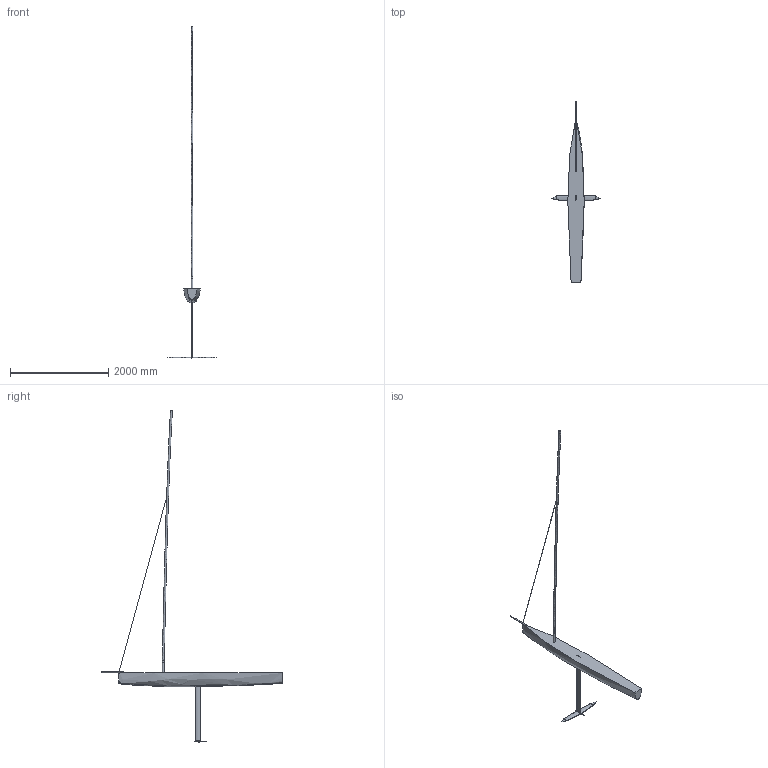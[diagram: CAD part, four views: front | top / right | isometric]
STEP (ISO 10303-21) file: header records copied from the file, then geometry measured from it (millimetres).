
FILE_DESCRIPTION(('FreeCAD Model'),'2;1');
FILE_NAME('Open CASCADE Shape Model','2025-05-03T09:52:32',('FreeCAD'),( 'FreeCAD'),'Open CASCADE STEP processor 7.6','FreeCAD','Unknown');
FILE_SCHEMA(('AUTOMOTIVE_DESIGN { 1 0 10303 214 1 1 1 1 }'));
Length unit declared in the file: millimetre
Products named in the file (1): Open CASCADE STEP translator 7.6 1
Bounding box: 1000 x 3675 x 6756.16 mm (x, y, z)
Volume: 185913479.8 mm3; surface area: 5277766.1 mm2
Topology: 10 solids, 10 shells, 122 faces, 328 edges, 209 vertices
Faces by surface type: bspline 48, plane 48, cylinder 21, sphere 4, cone 1
Full cylindrical faces by diameter (mm): 3 x5, 4 x1, 18 x1, 20 x1, 38 x2, 40 x1
Entity records: 11458 total; most frequent: CARTESIAN_POINT 8841, ORIENTED_EDGE 620, DIRECTION 385, EDGE_CURVE 310, VERTEX_POINT 209, AXIS2_PLACEMENT_3D 145, B_SPLINE_CURVE_WITH_KNOTS 145, FACE_BOUND 137
